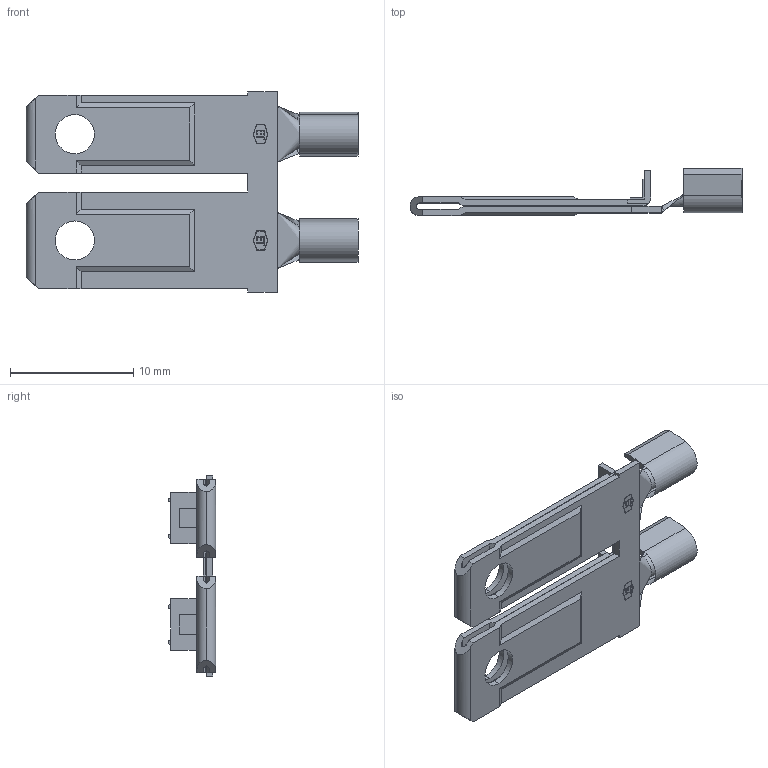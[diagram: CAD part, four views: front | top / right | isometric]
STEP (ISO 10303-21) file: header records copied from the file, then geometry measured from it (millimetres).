
FILE_DESCRIPTION (( 'STEP AP203' ), '1' );
FILE_NAME ('09535.STEP', '2015-02-23T14:28:17', ( '' ), ( '' ), 'SwSTEP 2.0', 'SolidWorks 2014', '' );
FILE_SCHEMA (( 'CONFIG_CONTROL_DESIGN' ));
Length unit declared in the file: inch
Products named in the file (1): 09535
Bounding box: 26.97 x 3.85 x 16.26 mm (x, y, z)
Volume: 326.9 mm3; surface area: 1461.2 mm2
Topology: 1 solids, 1 shells, 358 faces, 970 edges, 620 vertices
Faces by surface type: plane 273, cylinder 45, cone 24, bspline 16
Entity records: 11411 total; most frequent: CARTESIAN_POINT 2441, ORIENTED_EDGE 1940, DIRECTION 1694, EDGE_CURVE 970, VECTOR 820, LINE 820, VERTEX_POINT 620, AXIS2_PLACEMENT_3D 437
